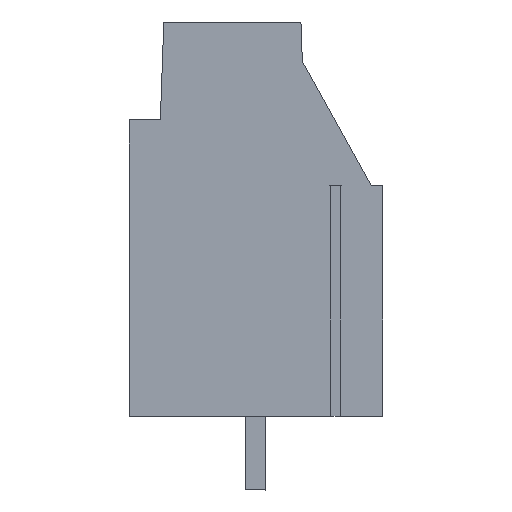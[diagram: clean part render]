
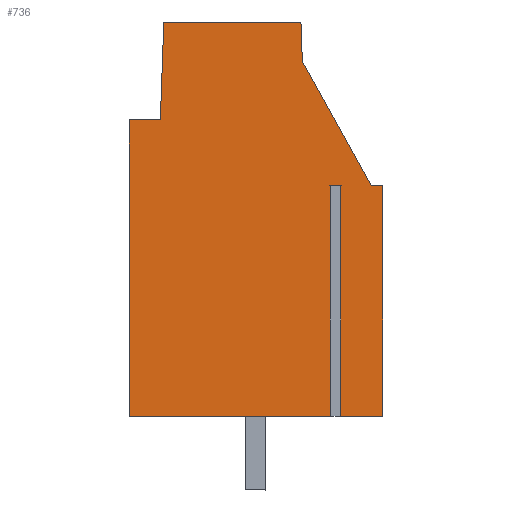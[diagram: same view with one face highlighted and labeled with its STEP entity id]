
A CAD part, left-side view. The second image highlights one B-rep face of the part: STEP entity #736.
In plain terms, the highlighted planar face has unit normal (-1, 0, 0).
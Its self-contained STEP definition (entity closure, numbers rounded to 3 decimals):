
#628=AXIS2_PLACEMENT_3D('Plane Axis2P3D',#625,#626,#627) ;
#625=CARTESIAN_POINT('Axis2P3D Location',(0.,11.,0.)) ;
#630=CARTESIAN_POINT('Line Origine',(0.,0.912,3.2)) ;
#634=CARTESIAN_POINT('Vertex',(0.,1.825,3.2)) ;
#636=CARTESIAN_POINT('Vertex',(0.,0.,3.2)) ;
#639=CARTESIAN_POINT('Line Origine',(0.,0.,8.2)) ;
#643=CARTESIAN_POINT('Vertex',(0.,0.,13.2)) ;
#646=CARTESIAN_POINT('Line Origine',(0.,0.25,13.2)) ;
#650=CARTESIAN_POINT('Vertex',(0.,0.5,13.2)) ;
#653=CARTESIAN_POINT('Line Origine',(0.,1.995,15.896)) ;
#657=CARTESIAN_POINT('Vertex',(0.,3.49,18.592)) ;
#660=CARTESIAN_POINT('Line Origine',(0.,3.52,19.446)) ;
#664=CARTESIAN_POINT('Vertex',(0.,3.55,20.3)) ;
#667=CARTESIAN_POINT('Line Origine',(0.,6.525,20.3)) ;
#671=CARTESIAN_POINT('Vertex',(0.,9.5,20.3)) ;
#674=CARTESIAN_POINT('Line Origine',(0.,9.574,18.175)) ;
#678=CARTESIAN_POINT('Vertex',(0.,9.648,16.05)) ;
#681=CARTESIAN_POINT('Line Origine',(0.,10.324,16.05)) ;
#685=CARTESIAN_POINT('Vertex',(0.,11.,16.05)) ;
#688=CARTESIAN_POINT('Line Origine',(0.,11.,9.625)) ;
#692=CARTESIAN_POINT('Vertex',(0.,11.,3.2)) ;
#695=CARTESIAN_POINT('Line Origine',(0.,6.638,3.2)) ;
#699=CARTESIAN_POINT('Vertex',(0.,2.275,3.2)) ;
#702=CARTESIAN_POINT('Line Origine',(0.,2.275,8.2)) ;
#706=CARTESIAN_POINT('Vertex',(0.,2.275,13.2)) ;
#709=CARTESIAN_POINT('Line Origine',(0.,2.05,13.2)) ;
#713=CARTESIAN_POINT('Vertex',(0.,1.825,13.2)) ;
#716=CARTESIAN_POINT('Line Origine',(0.,1.825,8.2)) ;
#626=DIRECTION('Axis2P3D Direction',(-1.,0.,0.)) ;
#627=DIRECTION('Axis2P3D XDirection',(0.,-1.,0.)) ;
#631=DIRECTION('Vector Direction',(0.,1.,0.)) ;
#640=DIRECTION('Vector Direction',(0.,0.,-1.)) ;
#647=DIRECTION('Vector Direction',(0.,-1.,0.)) ;
#654=DIRECTION('Vector Direction',(0.,-0.485,-0.875)) ;
#661=DIRECTION('Vector Direction',(0.,0.035,0.999)) ;
#668=DIRECTION('Vector Direction',(0.,-1.,0.)) ;
#675=DIRECTION('Vector Direction',(0.,0.035,-0.999)) ;
#682=DIRECTION('Vector Direction',(0.,-1.,0.)) ;
#689=DIRECTION('Vector Direction',(0.,0.,1.)) ;
#696=DIRECTION('Vector Direction',(0.,1.,0.)) ;
#703=DIRECTION('Vector Direction',(0.,0.,1.)) ;
#710=DIRECTION('Vector Direction',(0.,-1.,0.)) ;
#717=DIRECTION('Vector Direction',(0.,0.,1.)) ;
#632=VECTOR('Line Direction',#631,1.) ;
#641=VECTOR('Line Direction',#640,1.) ;
#648=VECTOR('Line Direction',#647,1.) ;
#655=VECTOR('Line Direction',#654,1.) ;
#662=VECTOR('Line Direction',#661,1.) ;
#669=VECTOR('Line Direction',#668,1.) ;
#676=VECTOR('Line Direction',#675,1.) ;
#683=VECTOR('Line Direction',#682,1.) ;
#690=VECTOR('Line Direction',#689,1.) ;
#697=VECTOR('Line Direction',#696,1.) ;
#704=VECTOR('Line Direction',#703,1.) ;
#711=VECTOR('Line Direction',#710,1.) ;
#718=VECTOR('Line Direction',#717,1.) ;
#722=ORIENTED_EDGE('',*,*,#638,.T.) ;
#723=ORIENTED_EDGE('',*,*,#645,.T.) ;
#724=ORIENTED_EDGE('',*,*,#652,.T.) ;
#725=ORIENTED_EDGE('',*,*,#659,.T.) ;
#726=ORIENTED_EDGE('',*,*,#666,.T.) ;
#727=ORIENTED_EDGE('',*,*,#673,.T.) ;
#728=ORIENTED_EDGE('',*,*,#680,.T.) ;
#729=ORIENTED_EDGE('',*,*,#687,.T.) ;
#730=ORIENTED_EDGE('',*,*,#694,.T.) ;
#731=ORIENTED_EDGE('',*,*,#701,.T.) ;
#732=ORIENTED_EDGE('',*,*,#708,.T.) ;
#733=ORIENTED_EDGE('',*,*,#715,.F.) ;
#734=ORIENTED_EDGE('',*,*,#720,.F.) ;
#736=ADVANCED_FACE('KLSC M3x6.3.1',(#735),#629,.T.) ;
#638=EDGE_CURVE('',#635,#637,#633,.F.) ;
#645=EDGE_CURVE('',#637,#644,#642,.F.) ;
#652=EDGE_CURVE('',#644,#651,#649,.F.) ;
#659=EDGE_CURVE('',#651,#658,#656,.F.) ;
#666=EDGE_CURVE('',#658,#665,#663,.T.) ;
#673=EDGE_CURVE('',#665,#672,#670,.F.) ;
#680=EDGE_CURVE('',#672,#679,#677,.T.) ;
#687=EDGE_CURVE('',#679,#686,#684,.F.) ;
#694=EDGE_CURVE('',#686,#693,#691,.F.) ;
#701=EDGE_CURVE('',#693,#700,#698,.F.) ;
#708=EDGE_CURVE('',#700,#707,#705,.T.) ;
#715=EDGE_CURVE('',#714,#707,#712,.F.) ;
#720=EDGE_CURVE('',#635,#714,#719,.T.) ;
#721=EDGE_LOOP('',(#722,#723,#724,#725,#726,#727,#728,#729,#730,#731,#732,#733,#734)) ;
#735=FACE_OUTER_BOUND('',#721,.T.) ;
#633=LINE('Line',#630,#632) ;
#642=LINE('Line',#639,#641) ;
#649=LINE('Line',#646,#648) ;
#656=LINE('Line',#653,#655) ;
#663=LINE('Line',#660,#662) ;
#670=LINE('Line',#667,#669) ;
#677=LINE('Line',#674,#676) ;
#684=LINE('Line',#681,#683) ;
#691=LINE('Line',#688,#690) ;
#698=LINE('Line',#695,#697) ;
#705=LINE('Line',#702,#704) ;
#712=LINE('Line',#709,#711) ;
#719=LINE('Line',#716,#718) ;
#629=PLANE('',#628) ;
#635=VERTEX_POINT('',#634) ;
#637=VERTEX_POINT('',#636) ;
#644=VERTEX_POINT('',#643) ;
#651=VERTEX_POINT('',#650) ;
#658=VERTEX_POINT('',#657) ;
#665=VERTEX_POINT('',#664) ;
#672=VERTEX_POINT('',#671) ;
#679=VERTEX_POINT('',#678) ;
#686=VERTEX_POINT('',#685) ;
#693=VERTEX_POINT('',#692) ;
#700=VERTEX_POINT('',#699) ;
#707=VERTEX_POINT('',#706) ;
#714=VERTEX_POINT('',#713) ;
